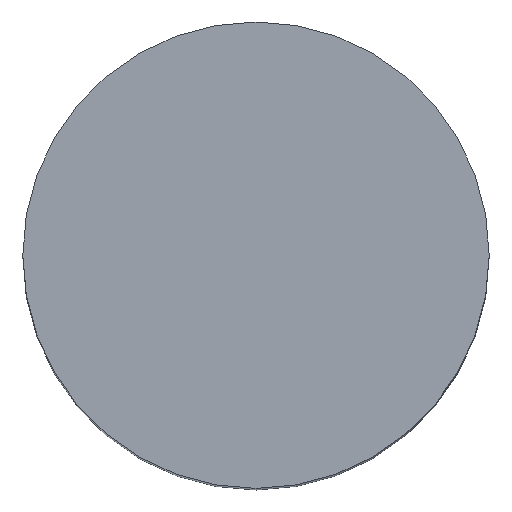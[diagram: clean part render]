
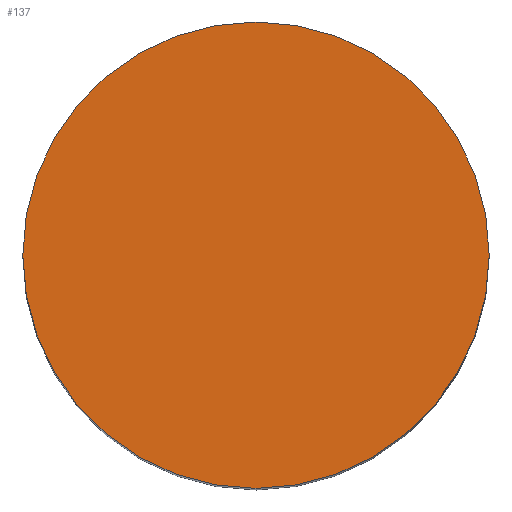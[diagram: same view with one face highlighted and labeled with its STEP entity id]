
A CAD part, top view. The second image highlights one B-rep face of the part: STEP entity #137.
In plain terms, the highlighted planar face has unit normal (0, 0, 1).
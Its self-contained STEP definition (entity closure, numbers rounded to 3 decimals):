
#93 = EDGE_CURVE('',#94,#94,#96,.T.);
#94 = VERTEX_POINT('',#95);
#95 = CARTESIAN_POINT('',(-7.506,0.,19.736));
#96 = CIRCLE('',#97,5.004);
#97 = AXIS2_PLACEMENT_3D('',#98,#99,#100);
#98 = CARTESIAN_POINT('',(-2.502,0.,19.736));
#99 = DIRECTION('',(0.,0.,1.));
#100 = DIRECTION('',(1.,0.,0.));
#137 = ADVANCED_FACE('',(#138),#141,.T.);
#138 = FACE_BOUND('',#139,.T.);
#139 = EDGE_LOOP('',(#140));
#140 = ORIENTED_EDGE('',*,*,#93,.T.);
#141 = PLANE('',#142);
#142 = AXIS2_PLACEMENT_3D('',#143,#144,#145);
#143 = CARTESIAN_POINT('',(-2.502,0.,19.736));
#144 = DIRECTION('',(0.,0.,1.));
#145 = DIRECTION('',(0.,1.,0.));
